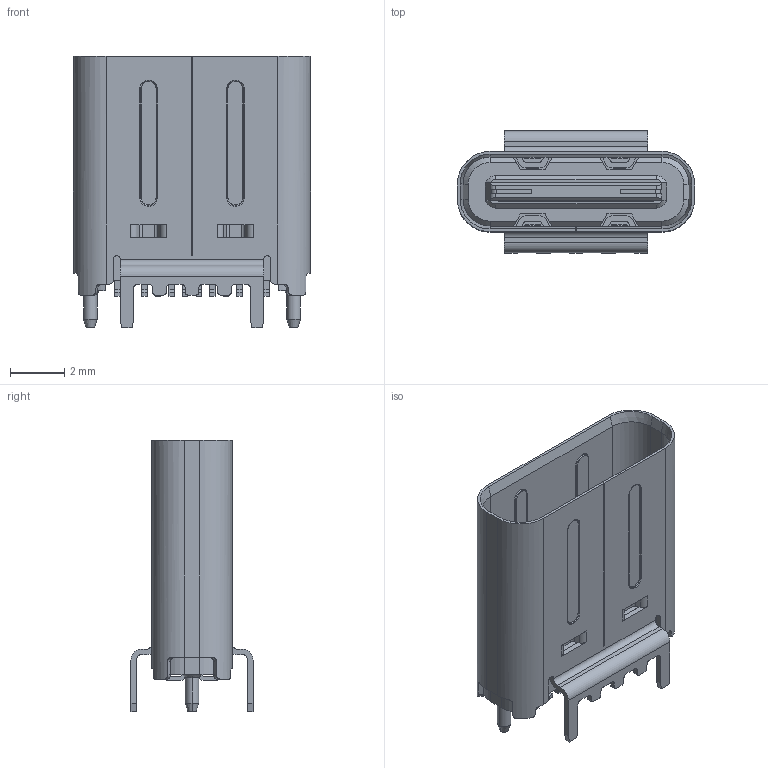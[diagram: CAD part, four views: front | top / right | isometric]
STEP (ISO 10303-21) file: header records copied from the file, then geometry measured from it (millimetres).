
FILE_DESCRIPTION (( 'STEP AP214' ), '1' );
FILE_NAME ('10132328-10011LF.STEP', '2019-04-07T15:39:29', ( '' ), ( '' ), 'SwSTEP 2.0', 'SolidWorks 2017', '' );
FILE_SCHEMA (( 'AUTOMOTIVE_DESIGN' ));
Length unit declared in the file: millimetre
Products named in the file (1): 10132328-10011LF
Bounding box: 8.74 x 4.5 x 10 mm (x, y, z)
Volume: 104.7 mm3; surface area: 583.6 mm2
Topology: 50 solids, 50 shells, 1155 faces, 3067 edges, 2014 vertices
Faces by surface type: plane 725, cylinder 374, torus 32, cone 20, bspline 4
Entity records: 36748 total; most frequent: CARTESIAN_POINT 6889, ORIENTED_EDGE 6134, DIRECTION 6099, EDGE_CURVE 3067, VECTOR 2227, LINE 2227, VERTEX_POINT 2014, AXIS2_PLACEMENT_3D 1936
